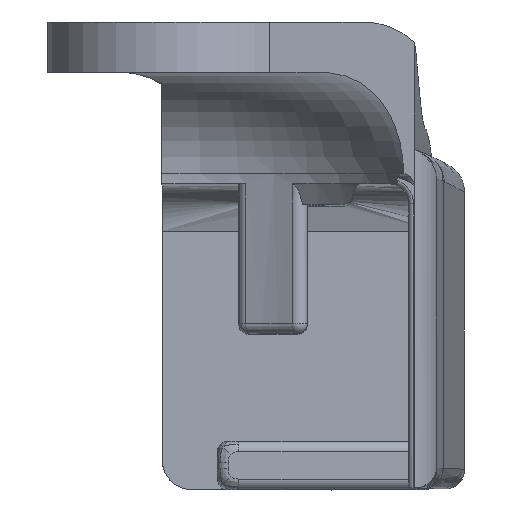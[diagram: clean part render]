
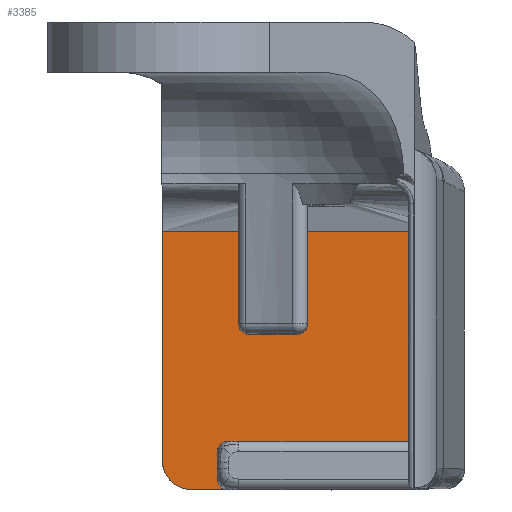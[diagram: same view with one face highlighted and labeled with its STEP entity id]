
A CAD part, top view. The second image highlights one B-rep face of the part: STEP entity #3385.
In plain terms, the highlighted planar face has unit normal (0, 0, 1).
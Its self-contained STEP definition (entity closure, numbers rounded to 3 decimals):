
#109=PLANE('',#3636);
#368=FACE_OUTER_BOUND('',#574,.T.);
#574=EDGE_LOOP('',(#3112,#3113,#3114,#3115,#3116,#3117,#3118,#3119,#3120,
#3121));
#820=B_SPLINE_CURVE_WITH_KNOTS('',3,(#12377,#12378,#12379,#12380,#12381,
#12382),.UNSPECIFIED.,.F.,.F.,(4,1,1,4),(0.,0.072,0.119,
0.167),.UNSPECIFIED.);
#825=B_SPLINE_CURVE_WITH_KNOTS('',3,(#12684,#12685,#12686,#12687,#12688,
#12689),.UNSPECIFIED.,.F.,.F.,(4,1,1,4),(0.,0.072,0.119,
0.167),.UNSPECIFIED.);
#828=B_SPLINE_CURVE_WITH_KNOTS('',3,(#12831,#12832,#12833,#12834,#12835,
#12836),.UNSPECIFIED.,.F.,.F.,(4,1,1,4),(0.,0.072,0.119,
0.167),.UNSPECIFIED.);
#923=CIRCLE('',#3623,3.);
#1040=LINE('',#9124,#1194);
#1060=LINE('',#12229,#1214);
#1075=LINE('',#12881,#1229);
#1078=LINE('',#12892,#1232);
#1079=LINE('',#12894,#1233);
#1080=LINE('',#12896,#1234);
#1194=VECTOR('',#4069,10.);
#1214=VECTOR('',#4215,10.);
#1229=VECTOR('',#4236,10.);
#1232=VECTOR('',#4251,10.);
#1233=VECTOR('',#4254,10.);
#1234=VECTOR('',#4257,10.);
#1470=VERTEX_POINT('',#9108);
#1471=VERTEX_POINT('',#9123);
#1552=VERTEX_POINT('',#12219);
#1553=VERTEX_POINT('',#12221);
#1554=VERTEX_POINT('',#12227);
#1558=VERTEX_POINT('',#12375);
#1559=VERTEX_POINT('',#12376);
#1562=VERTEX_POINT('',#12682);
#1563=VERTEX_POINT('',#12683);
#1565=VERTEX_POINT('',#12830);
#1909=EDGE_CURVE('',#1470,#1471,#1040,.T.);
#2048=EDGE_CURVE('',#1552,#1553,#923,.T.);
#2053=EDGE_CURVE('',#1554,#1552,#1060,.T.);
#2058=EDGE_CURVE('',#1558,#1559,#820,.F.);
#2068=EDGE_CURVE('',#1562,#1563,#825,.F.);
#2073=EDGE_CURVE('',#1565,#1554,#828,.F.);
#2081=EDGE_CURVE('',#1471,#1558,#1075,.T.);
#2086=EDGE_CURVE('',#1565,#1563,#1078,.T.);
#2087=EDGE_CURVE('',#1562,#1559,#1079,.T.);
#2088=EDGE_CURVE('',#1470,#1553,#1080,.T.);
#3112=ORIENTED_EDGE('',*,*,#2048,.F.);
#3113=ORIENTED_EDGE('',*,*,#2053,.F.);
#3114=ORIENTED_EDGE('',*,*,#2073,.F.);
#3115=ORIENTED_EDGE('',*,*,#2086,.T.);
#3116=ORIENTED_EDGE('',*,*,#2068,.F.);
#3117=ORIENTED_EDGE('',*,*,#2087,.T.);
#3118=ORIENTED_EDGE('',*,*,#2058,.F.);
#3119=ORIENTED_EDGE('',*,*,#2081,.F.);
#3120=ORIENTED_EDGE('',*,*,#1909,.F.);
#3121=ORIENTED_EDGE('',*,*,#2088,.T.);
#3385=ADVANCED_FACE('',(#368),#109,.T.);
#3623=AXIS2_PLACEMENT_3D('',#12222,#4207,#4208);
#3636=AXIS2_PLACEMENT_3D('',#12898,#4259,#4260);
#4069=DIRECTION('',(1.,0.,0.));
#4207=DIRECTION('center_axis',(0.,0.,
-1.));
#4208=DIRECTION('ref_axis',(-0.707,-0.707,0.));
#4215=DIRECTION('',(-1.,0.,0.));
#4236=DIRECTION('',(0.,-1.,0.));
#4251=DIRECTION('',(0.,1.,0.));
#4254=DIRECTION('',(1.,0.,0.));
#4257=DIRECTION('',(0.,-1.,0.));
#4259=DIRECTION('center_axis',(0.,0.,
1.));
#4260=DIRECTION('ref_axis',(-1.,0.,0.));
#9108=CARTESIAN_POINT('',(254.294,92.725,800.349));
#9123=CARTESIAN_POINT('',(281.239,92.725,800.349));
#9124=CARTESIAN_POINT('',(274.503,92.725,800.349));
#12219=CARTESIAN_POINT('',(257.294,67.225,800.349));
#12221=CARTESIAN_POINT('',(254.294,70.225,800.349));
#12222=CARTESIAN_POINT('Origin',(257.294,70.225,800.349));
#12227=CARTESIAN_POINT('',(260.8,67.225,800.349));
#12229=CARTESIAN_POINT('',(281.239,67.225,800.349));
#12375=CARTESIAN_POINT('',(281.239,70.964,800.349));
#12376=CARTESIAN_POINT('',(280.179,72.025,800.349));
#12377=CARTESIAN_POINT('Ctrl Pts',(280.179,72.025,800.349));
#12378=CARTESIAN_POINT('Ctrl Pts',(280.393,72.025,800.349));
#12379=CARTESIAN_POINT('Ctrl Pts',(280.805,71.901,800.349));
#12380=CARTESIAN_POINT('Ctrl Pts',(281.181,71.418,800.349));
#12381=CARTESIAN_POINT('Ctrl Pts',(281.239,71.107,800.349));
#12382=CARTESIAN_POINT('Ctrl Pts',(281.239,70.964,800.349));
#12682=CARTESIAN_POINT('',(260.8,72.025,800.349));
#12683=CARTESIAN_POINT('',(259.739,70.964,800.349));
#12684=CARTESIAN_POINT('Ctrl Pts',(259.739,70.964,800.349));
#12685=CARTESIAN_POINT('Ctrl Pts',(259.739,71.178,800.349));
#12686=CARTESIAN_POINT('Ctrl Pts',(259.863,71.59,800.349));
#12687=CARTESIAN_POINT('Ctrl Pts',(260.346,71.966,800.349));
#12688=CARTESIAN_POINT('Ctrl Pts',(260.657,72.025,800.349));
#12689=CARTESIAN_POINT('Ctrl Pts',(260.8,72.025,800.349));
#12830=CARTESIAN_POINT('',(259.739,68.285,800.349));
#12831=CARTESIAN_POINT('Ctrl Pts',(260.8,67.225,800.349));
#12832=CARTESIAN_POINT('Ctrl Pts',(260.586,67.225,800.349));
#12833=CARTESIAN_POINT('Ctrl Pts',(260.174,67.349,800.349));
#12834=CARTESIAN_POINT('Ctrl Pts',(259.798,67.831,800.349));
#12835=CARTESIAN_POINT('Ctrl Pts',(259.739,68.143,800.349));
#12836=CARTESIAN_POINT('Ctrl Pts',(259.739,68.285,800.349));
#12881=CARTESIAN_POINT('',(281.239,97.225,800.349));
#12892=CARTESIAN_POINT('',(259.739,84.625,800.349));
#12894=CARTESIAN_POINT('',(281.239,72.025,800.349));
#12896=CARTESIAN_POINT('',(254.294,97.225,800.349));
#12898=CARTESIAN_POINT('Origin',(281.239,97.225,800.349));
